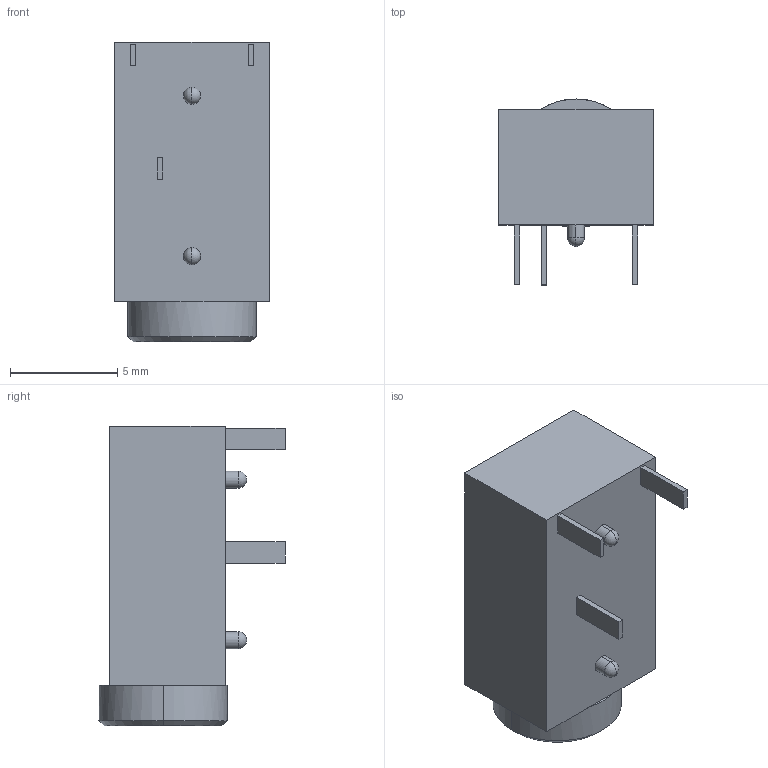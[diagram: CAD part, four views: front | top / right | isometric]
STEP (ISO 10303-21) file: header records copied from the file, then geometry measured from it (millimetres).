
FILE_DESCRIPTION (( 'STEP AP214' ), '1' );
FILE_NAME ('STX-3000.STEP', '2022-10-14T15:19:12', ( '' ), ( '' ), 'SwSTEP 2.0', 'SolidWorks 2021', '' );
FILE_SCHEMA (( 'AUTOMOTIVE_DESIGN' ));
Length unit declared in the file: millimetre
Products named in the file (1): STX-3000
Bounding box: 7.2 x 8.7 x 14 mm (x, y, z)
Volume: 505.7 mm3; surface area: 461.6 mm2
Topology: 1 solids, 1 shells, 42 faces, 100 edges, 62 vertices
Faces by surface type: plane 26, cylinder 8, sphere 4, cone 4
Entity records: 1464 total; most frequent: DIRECTION 206, CARTESIAN_POINT 193, ORIENTED_EDGE 184, EDGE_CURVE 92, AXIS2_PLACEMENT_3D 71, LINE 64, VECTOR 64, VERTEX_POINT 58
